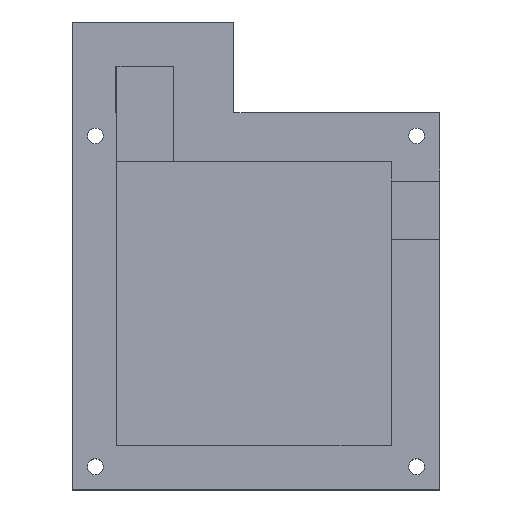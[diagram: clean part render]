
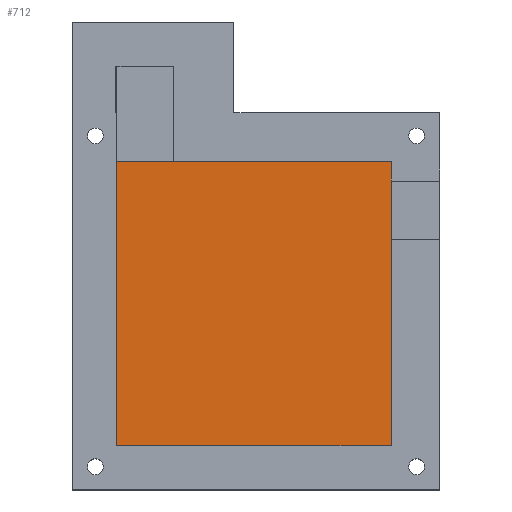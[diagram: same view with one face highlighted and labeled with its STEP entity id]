
A CAD part, top view. The second image highlights one B-rep face of the part: STEP entity #712.
In plain terms, the highlighted planar face has unit normal (0, 0, 1).
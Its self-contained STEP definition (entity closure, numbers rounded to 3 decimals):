
#70=FACE_OUTER_BOUND('',#112,.T.);
#112=EDGE_LOOP('',(#570,#571,#572,#573));
#204=LINE('',#1129,#286);
#205=LINE('',#1131,#287);
#206=LINE('',#1133,#288);
#207=LINE('',#1134,#289);
#286=VECTOR('',#911,10.);
#287=VECTOR('',#912,10.);
#288=VECTOR('',#913,10.);
#289=VECTOR('',#914,10.);
#353=VERTEX_POINT('',#1127);
#354=VERTEX_POINT('',#1128);
#355=VERTEX_POINT('',#1130);
#356=VERTEX_POINT('',#1132);
#437=EDGE_CURVE('',#353,#354,#204,.T.);
#438=EDGE_CURVE('',#355,#353,#205,.T.);
#439=EDGE_CURVE('',#356,#355,#206,.T.);
#440=EDGE_CURVE('',#354,#356,#207,.T.);
#570=ORIENTED_EDGE('',*,*,#437,.F.);
#571=ORIENTED_EDGE('',*,*,#438,.F.);
#572=ORIENTED_EDGE('',*,*,#439,.F.);
#573=ORIENTED_EDGE('',*,*,#440,.F.);
#682=PLANE('',#768);
#712=ADVANCED_FACE('',(#70),#682,.T.);
#768=AXIS2_PLACEMENT_3D('',#1126,#909,#910);
#909=DIRECTION('center_axis',(0.,0.,1.));
#910=DIRECTION('ref_axis',(1.,0.,0.));
#911=DIRECTION('',(-1.,0.,0.));
#912=DIRECTION('',(0.,-1.,0.));
#913=DIRECTION('',(1.,0.,0.));
#914=DIRECTION('',(0.,1.,0.));
#1126=CARTESIAN_POINT('Origin',(53.782,-5.914,3.));
#1127=CARTESIAN_POINT('',(83.482,-36.644,3.));
#1128=CARTESIAN_POINT('',(24.082,-36.644,3.));
#1129=CARTESIAN_POINT('',(68.632,-36.644,3.));
#1130=CARTESIAN_POINT('',(83.482,24.816,3.));
#1131=CARTESIAN_POINT('',(83.482,9.451,3.));
#1132=CARTESIAN_POINT('',(24.082,24.816,3.));
#1133=CARTESIAN_POINT('',(38.932,24.816,3.));
#1134=CARTESIAN_POINT('',(24.082,-21.279,3.));
